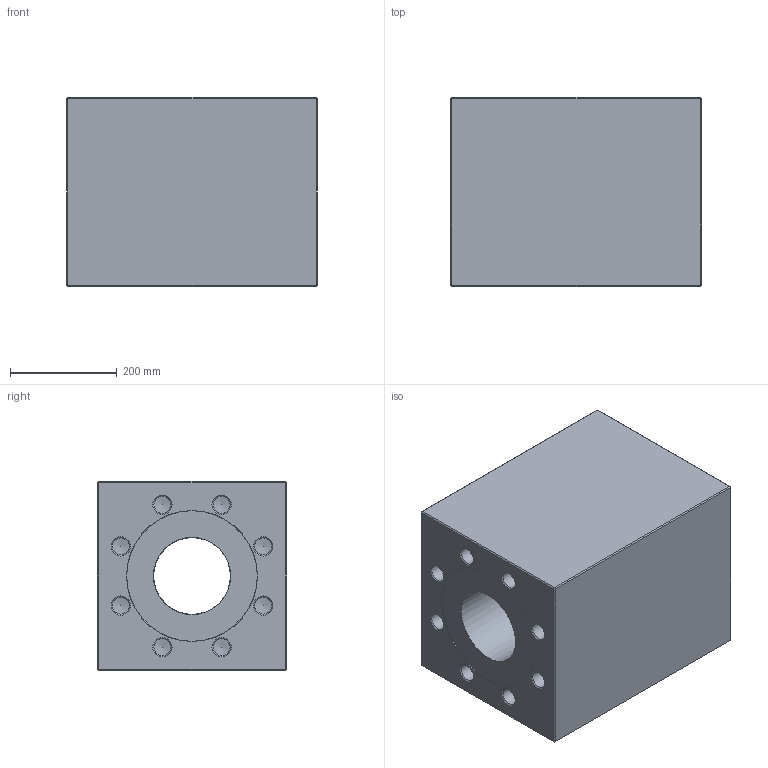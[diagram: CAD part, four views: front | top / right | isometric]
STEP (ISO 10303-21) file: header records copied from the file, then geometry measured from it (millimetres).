
FILE_DESCRIPTION(/* description */ (''),/* implementation_level */ '2;1');
FILE_NAME(/* name */ 'X-FV150-3.stp',/* time_stamp */ '2025-01-15T13:24:58+01:00',/* author */ (''),/* organization */ (''),/* preprocessor_version */ 'ST-DEVELOPER v16',/* originating_system */ 'SIEMENS PLM Software NX 10.0',/* authorisation */ '');
FILE_SCHEMA (('AP203_CONFIGURATION_CONTROLLED_3D_DESIGN_OF_MECHANICAL_PARTS_AND_ASSEMBLIES_MIM_LF { 1 0 10303 403 2 1 2}'));
Length unit declared in the file: millimetre
Products named in the file (1): nwer36809CEC4pqp
Bounding box: 470 x 355 x 355 mm (x, y, z)
Volume: 48266213 mm3; surface area: 1264662.7 mm2
Topology: 1 solids, 1 shells, 114 faces, 284 edges, 174 vertices
Faces by surface type: cone 54, cylinder 31, plane 29
Full cylindrical faces by diameter (mm): 32 x24, 144 x2, 245.185 x3
Entity records: 2618 total; most frequent: DIRECTION 464, CARTESIAN_POINT 405, ORIENTED_EDGE 286, AXIS2_PLACEMENT_3D 208, EDGE_LOOP 204, FACE_BOUND 203, EDGE_CURVE 143, VERTEX_POINT 141
